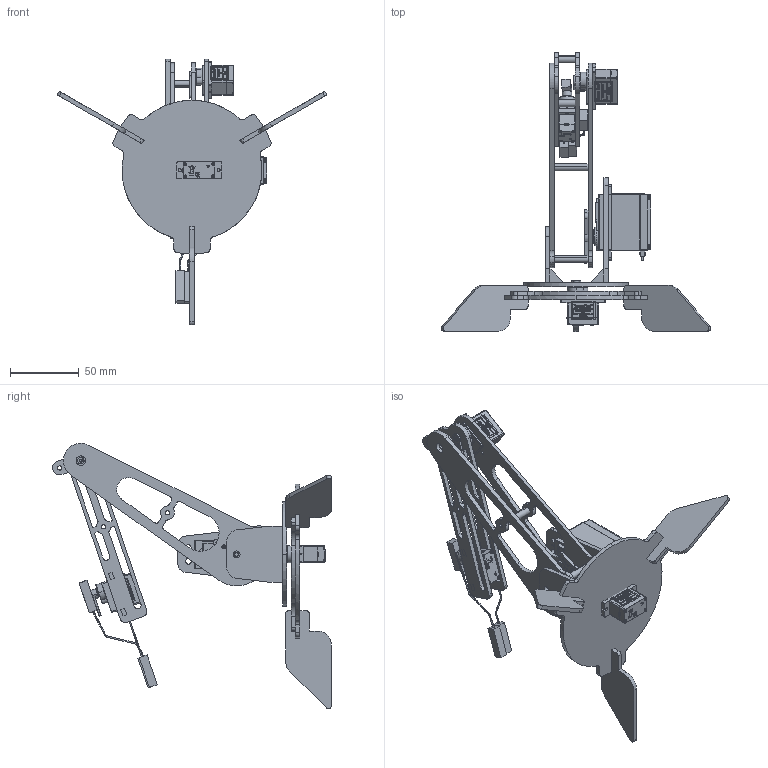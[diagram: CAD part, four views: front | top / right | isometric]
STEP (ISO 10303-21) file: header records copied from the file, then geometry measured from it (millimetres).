
FILE_DESCRIPTION(('FreeCAD Model'),'2;1');
FILE_NAME('Open CASCADE Shape Model','2025-05-02T08:16:10',('FreeCAD'),( 'FreeCAD'),'Open CASCADE STEP processor 7.6','FreeCAD','Unknown');
FILE_SCHEMA(('AUTOMOTIVE_DESIGN { 1 0 10303 214 1 1 1 1 }'));
Products named in the file (1): Open CASCADE STEP translator 7.6 1
Bounding box: 196.42 x 202.84 x 193.25 mm (x, y, z)
Volume: 176001.2 mm3; surface area: 123108.4 mm2
Topology: 72 solids, 72 shells, 3591 faces, 11340 edges, 8256 vertices
Faces by surface type: bspline 3591
Entity records: 140228 total; most frequent: CARTESIAN_POINT 74695, ORIENTED_EDGE 22668, EDGE_CURVE 11334, B_SPLINE_CURVE_WITH_KNOTS 8824, VERTEX_POINT 8256, FACE_BOUND 4170, EDGE_LOOP 4170, ADVANCED_FACE 3591
